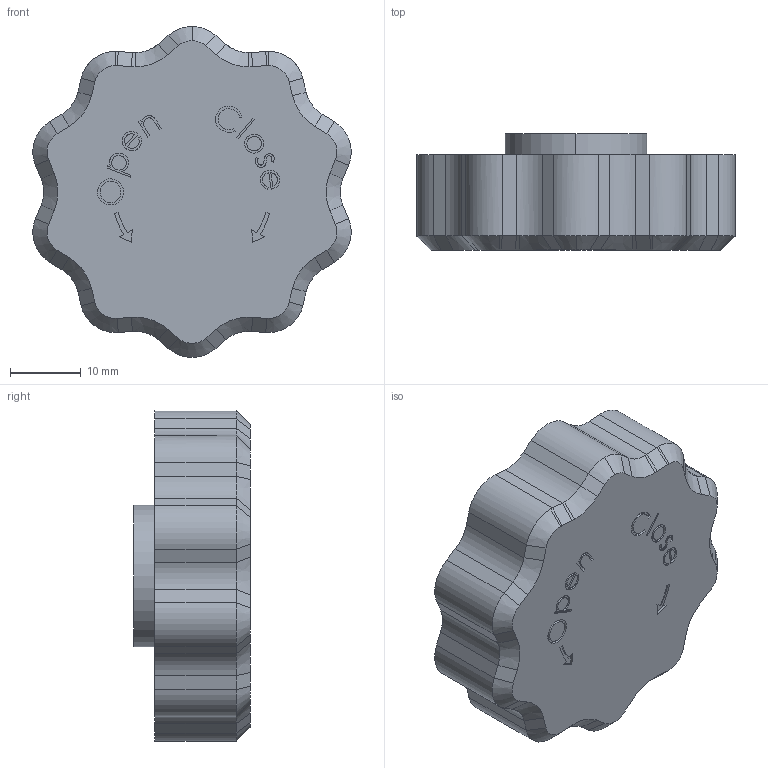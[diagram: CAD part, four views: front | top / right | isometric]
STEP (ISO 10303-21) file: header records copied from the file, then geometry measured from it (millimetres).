
FILE_DESCRIPTION (( 'STEP AP214' ), '1' );
FILE_NAME ('Part 1 Knob.STEP', '2021-05-12T07:52:03', ( '' ), ( '' ), 'SwSTEP 2.0', 'SolidWorks 2020', '' );
FILE_SCHEMA (( 'AUTOMOTIVE_DESIGN' ));
Length unit declared in the file: millimetre
Products named in the file (1): Part 1 Knob
Bounding box: 45.01 x 16.5 x 46.84 mm (x, y, z)
Volume: 13928.1 mm3; surface area: 6974.9 mm2
Topology: 1 solids, 1 shells, 246 faces, 628 edges, 404 vertices
Faces by surface type: plane 100, bspline 79, cylinder 38, cone 25, torus 4
Entity records: 11270 total; most frequent: CARTESIAN_POINT 5734, ORIENTED_EDGE 1256, DIRECTION 920, EDGE_CURVE 628, VERTEX_POINT 404, VECTOR 356, LINE 356, AXIS2_PLACEMENT_3D 282
